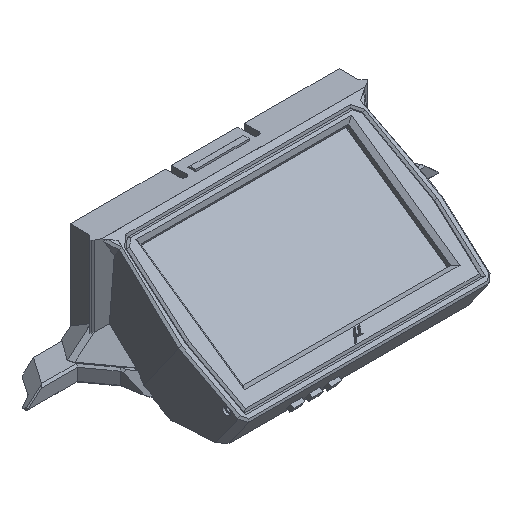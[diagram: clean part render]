
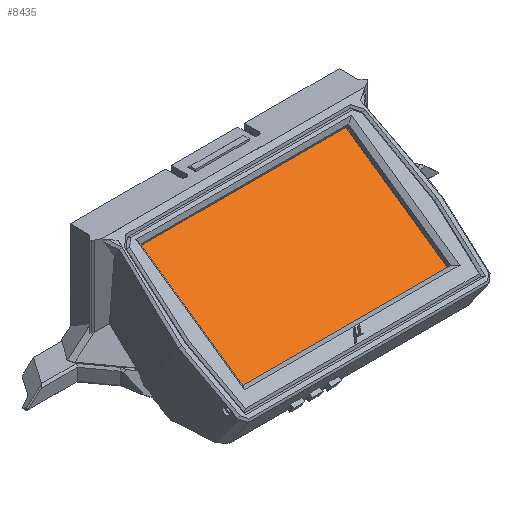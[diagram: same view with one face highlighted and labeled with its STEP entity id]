
A CAD part, isometric view. The second image highlights one B-rep face of the part: STEP entity #8435.
In plain terms, the highlighted planar face has unit normal (0, -0.574, 0.819).
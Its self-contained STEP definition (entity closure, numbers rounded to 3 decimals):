
#360=FACE_OUTER_BOUND('',#849,.T.);
#849=EDGE_LOOP('',(#5796,#5797,#5798,#5799));
#1417=LINE('',#12123,#2515);
#1421=LINE('',#12130,#2519);
#1424=LINE('',#12136,#2522);
#1426=LINE('',#12139,#2524);
#2515=VECTOR('',#9804,10.);
#2519=VECTOR('',#9810,10.);
#2522=VECTOR('',#9815,10.);
#2524=VECTOR('',#9819,10.);
#3607=VERTEX_POINT('',#12120);
#3608=VERTEX_POINT('',#12122);
#3610=VERTEX_POINT('',#12128);
#3612=VERTEX_POINT('',#12134);
#4441=EDGE_CURVE('',#3607,#3608,#1417,.T.);
#4445=EDGE_CURVE('',#3610,#3607,#1421,.T.);
#4448=EDGE_CURVE('',#3612,#3610,#1424,.T.);
#4450=EDGE_CURVE('',#3608,#3612,#1426,.T.);
#5796=ORIENTED_EDGE('',*,*,#4450,.F.);
#5797=ORIENTED_EDGE('',*,*,#4441,.F.);
#5798=ORIENTED_EDGE('',*,*,#4445,.F.);
#5799=ORIENTED_EDGE('',*,*,#4448,.F.);
#8011=PLANE('',#9006);
#8435=ADVANCED_FACE('',(#360),#8011,.F.);
#9006=AXIS2_PLACEMENT_3D('',#12140,#9820,#9821);
#9804=DIRECTION('',(0.,-0.819,-0.574));
#9810=DIRECTION('',(1.,0.,0.));
#9815=DIRECTION('',(0.,0.819,0.574));
#9819=DIRECTION('',(-1.,0.,0.));
#9820=DIRECTION('center_axis',(0.,0.574,-0.819));
#9821=DIRECTION('ref_axis',(-1.,0.,0.));
#12120=CARTESIAN_POINT('',(123.712,48.946,57.147));
#12122=CARTESIAN_POINT('',(123.712,-4.258,19.893));
#12123=CARTESIAN_POINT('',(123.712,48.946,57.147));
#12128=CARTESIAN_POINT('',(14.912,48.946,57.147));
#12130=CARTESIAN_POINT('',(14.912,48.946,57.147));
#12134=CARTESIAN_POINT('',(14.912,-4.258,19.893));
#12136=CARTESIAN_POINT('',(14.912,-4.258,19.893));
#12139=CARTESIAN_POINT('',(123.712,-4.258,19.893));
#12140=CARTESIAN_POINT('Origin',(69.312,22.344,38.52));
